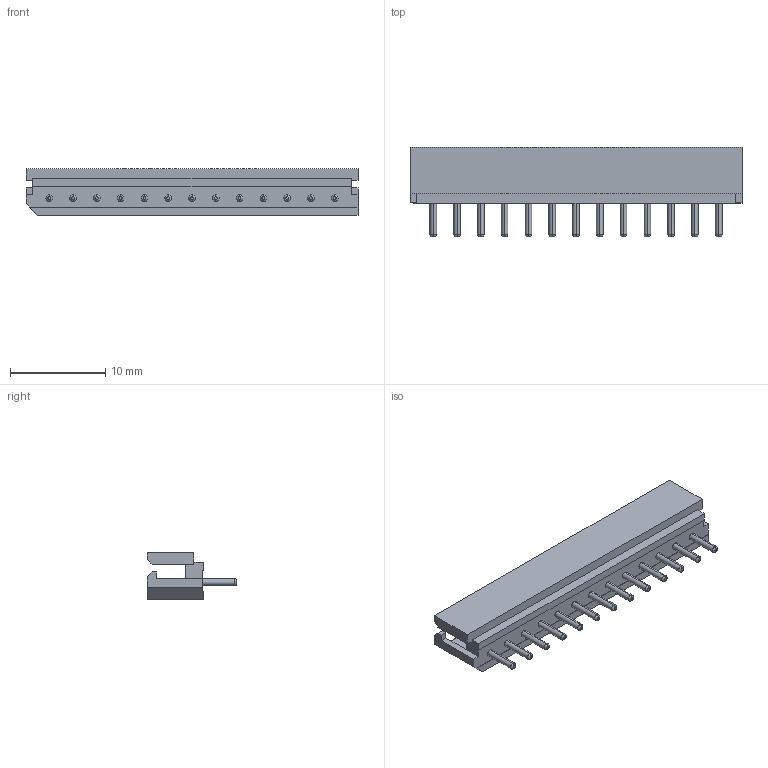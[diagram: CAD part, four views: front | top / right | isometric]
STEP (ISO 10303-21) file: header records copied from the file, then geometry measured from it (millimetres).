
FILE_DESCRIPTION((''),'2;1');
FILE_NAME('022035135','2016-09-06T',('gsharma'),(''),'PRO/ENGINEER BY PARAMETRIC TECHNOLOGY CORPORATION, 2012310','PRO/ENGINEER BY PARAMETRIC TECHNOLOGY CORPORATION, 2012310','');
FILE_SCHEMA(('CONFIG_CONTROL_DESIGN'));
Length unit declared in the file: millimetre
Products named in the file (1): 022035135
Bounding box: 34.9 x 9.4 x 4.9 mm (x, y, z)
Volume: 526 mm3; surface area: 1295.8 mm2
Topology: 1 solids, 1 shells, 221 faces, 543 edges, 370 vertices
Faces by surface type: plane 117, cylinder 52, bspline 52
Entity records: 7661 total; most frequent: CARTESIAN_POINT 2473, DIRECTION 1117, ORIENTED_EDGE 994, EDGE_CURVE 497, AXIS2_PLACEMENT_3D 404, VECTOR 309, LINE 309, VERTEX_POINT 304
